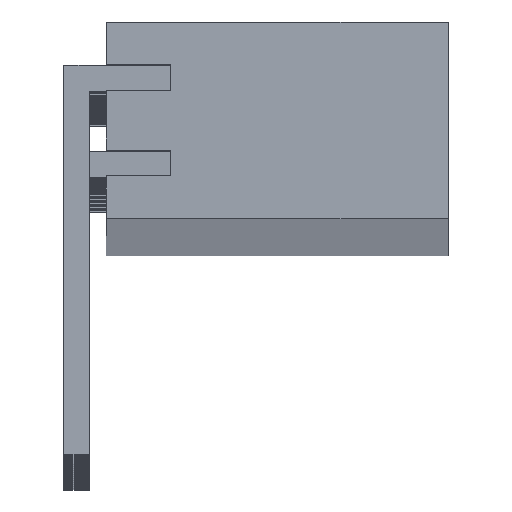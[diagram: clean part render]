
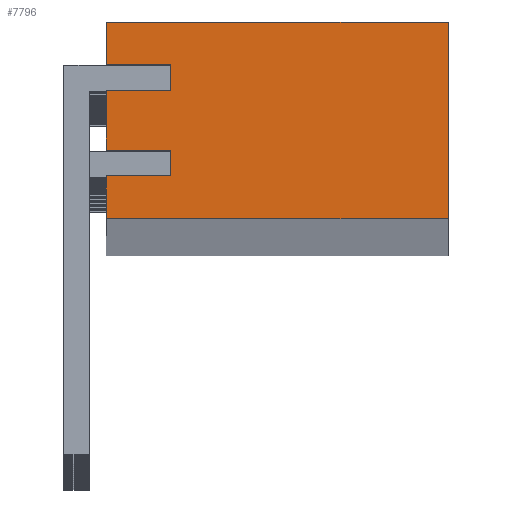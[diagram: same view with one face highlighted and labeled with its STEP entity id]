
A CAD part, top view. The second image highlights one B-rep face of the part: STEP entity #7796.
In plain terms, the highlighted planar face has unit normal (0, 0, 1).
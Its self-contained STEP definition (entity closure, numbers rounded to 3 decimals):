
#154 = VECTOR ( 'NONE', #5977, 1000. ) ;
#285 = EDGE_CURVE ( 'NONE', #5610, #8238, #1280, .T. ) ;
#603 = VECTOR ( 'NONE', #15815, 1000. ) ;
#810 = CARTESIAN_POINT ( 'NONE',  ( -8., 1.4, 500. ) ) ;
#1101 = EDGE_CURVE ( 'NONE', #9206, #11402, #6186, .T. ) ;
#1165 = VECTOR ( 'NONE', #11743, 1000. ) ;
#1280 = LINE ( 'NONE', #14211, #1165 ) ;
#1634 = DIRECTION ( 'NONE',  ( -1., 0., 0. ) ) ;
#1645 = ORIENTED_EDGE ( 'NONE', *, *, #15800, .F. ) ;
#2092 = CARTESIAN_POINT ( 'NONE',  ( 8., -4.6, 500. ) ) ;
#2206 = CARTESIAN_POINT ( 'NONE',  ( -8., 4.6, 500. ) ) ;
#2273 = VERTEX_POINT ( 'NONE', #3073 ) ;
#2311 = DIRECTION ( 'NONE',  ( 0., 0., 1. ) ) ;
#2479 = CARTESIAN_POINT ( 'NONE',  ( -8., -1.4, 500. ) ) ;
#3003 = VERTEX_POINT ( 'NONE', #14397 ) ;
#3073 = CARTESIAN_POINT ( 'NONE',  ( -8., -2.6, 500. ) ) ;
#3242 = DIRECTION ( 'NONE',  ( 1., 0., 0. ) ) ;
#3273 = CARTESIAN_POINT ( 'NONE',  ( -5., 1.4, 500. ) ) ;
#3592 = LINE ( 'NONE', #810, #154 ) ;
#3642 = CARTESIAN_POINT ( 'NONE',  ( -8., 4.6, 500. ) ) ;
#3739 = CARTESIAN_POINT ( 'NONE',  ( -8., 4.6, 500. ) ) ;
#4114 = ORIENTED_EDGE ( 'NONE', *, *, #13484, .T. ) ;
#4121 = ORIENTED_EDGE ( 'NONE', *, *, #1101, .T. ) ;
#4276 = ORIENTED_EDGE ( 'NONE', *, *, #10861, .T. ) ;
#4679 = EDGE_CURVE ( 'NONE', #11402, #15397, #13766, .T. ) ;
#5053 = VERTEX_POINT ( 'NONE', #13559 ) ;
#5058 = DIRECTION ( 'NONE',  ( 0., -1., 0. ) ) ;
#5078 = LINE ( 'NONE', #3739, #10996 ) ;
#5177 = VECTOR ( 'NONE', #15170, 1000. ) ;
#5608 = CARTESIAN_POINT ( 'NONE',  ( -8., 1.4, 500. ) ) ;
#5610 = VERTEX_POINT ( 'NONE', #2206 ) ;
#5897 = EDGE_CURVE ( 'NONE', #14939, #3003, #3592, .T. ) ;
#5977 = DIRECTION ( 'NONE',  ( 1., 0., 0. ) ) ;
#6118 = EDGE_LOOP ( 'NONE', ( #14057, #8597, #9950, #4276, #1645, #7542, #10235, #11340, #4121, #15810, #4114, #14177 ) ) ;
#6186 = LINE ( 'NONE', #15783, #6574 ) ;
#6242 = VERTEX_POINT ( 'NONE', #14230 ) ;
#6451 = EDGE_CURVE ( 'NONE', #15866, #8238, #14252, .T. ) ;
#6574 = VECTOR ( 'NONE', #3242, 1000. ) ;
#6759 = VERTEX_POINT ( 'NONE', #9910 ) ;
#6961 = CARTESIAN_POINT ( 'NONE',  ( -8., 2.6, 500. ) ) ;
#7542 = ORIENTED_EDGE ( 'NONE', *, *, #11653, .F. ) ;
#7598 = VECTOR ( 'NONE', #13865, 1000. ) ;
#7796 = ADVANCED_FACE ( 'NONE', ( #12055 ), #8705, .T. ) ;
#7856 = LINE ( 'NONE', #15286, #10798 ) ;
#7872 = DIRECTION ( 'NONE',  ( 0., 1., 0. ) ) ;
#7929 = CARTESIAN_POINT ( 'NONE',  ( 8., 4.6, 500. ) ) ;
#8071 = CARTESIAN_POINT ( 'NONE',  ( -8., -2.6, 500. ) ) ;
#8238 = VERTEX_POINT ( 'NONE', #6961 ) ;
#8457 = LINE ( 'NONE', #3273, #14706 ) ;
#8597 = ORIENTED_EDGE ( 'NONE', *, *, #11831, .F. ) ;
#8676 = AXIS2_PLACEMENT_3D ( 'NONE', #9979, #2311, #11214 ) ;
#8705 = PLANE ( 'NONE',  #8676 ) ;
#9206 = VERTEX_POINT ( 'NONE', #14250 ) ;
#9344 = DIRECTION ( 'NONE',  ( 1., 0., 0. ) ) ;
#9910 = CARTESIAN_POINT ( 'NONE',  ( -5., -2.6, 500. ) ) ;
#9950 = ORIENTED_EDGE ( 'NONE', *, *, #5897, .F. ) ;
#9979 = CARTESIAN_POINT ( 'NONE',  ( 0., 0., 500. ) ) ;
#10011 = EDGE_CURVE ( 'NONE', #2273, #6759, #16248, .T. ) ;
#10235 = ORIENTED_EDGE ( 'NONE', *, *, #10011, .F. ) ;
#10569 = CARTESIAN_POINT ( 'NONE',  ( -8., 2.6, 500. ) ) ;
#10798 = VECTOR ( 'NONE', #7872, 1000. ) ;
#10861 = EDGE_CURVE ( 'NONE', #14939, #5053, #5078, .T. ) ;
#10900 = VECTOR ( 'NONE', #1634, 1000. ) ;
#10996 = VECTOR ( 'NONE', #5058, 1000. ) ;
#11214 = DIRECTION ( 'NONE',  ( 1., 0., 0. ) ) ;
#11246 = DIRECTION ( 'NONE',  ( 0., -1., 0. ) ) ;
#11340 = ORIENTED_EDGE ( 'NONE', *, *, #12631, .T. ) ;
#11402 = VERTEX_POINT ( 'NONE', #2092 ) ;
#11653 = EDGE_CURVE ( 'NONE', #6759, #6242, #7856, .T. ) ;
#11743 = DIRECTION ( 'NONE',  ( 0., -1., 0. ) ) ;
#11751 = LINE ( 'NONE', #3642, #14674 ) ;
#11814 = CARTESIAN_POINT ( 'NONE',  ( -5., 2.6, 500. ) ) ;
#11831 = EDGE_CURVE ( 'NONE', #3003, #15866, #8457, .T. ) ;
#12055 = FACE_OUTER_BOUND ( 'NONE', #6118, .T. ) ;
#12631 = EDGE_CURVE ( 'NONE', #2273, #9206, #11751, .T. ) ;
#13413 = DIRECTION ( 'NONE',  ( 0., 1., 0. ) ) ;
#13484 = EDGE_CURVE ( 'NONE', #15397, #5610, #13913, .T. ) ;
#13559 = CARTESIAN_POINT ( 'NONE',  ( -8., -1.4, 500. ) ) ;
#13766 = LINE ( 'NONE', #14666, #603 ) ;
#13865 = DIRECTION ( 'NONE',  ( -1., 0., 0. ) ) ;
#13913 = LINE ( 'NONE', #16220, #7598 ) ;
#14057 = ORIENTED_EDGE ( 'NONE', *, *, #6451, .F. ) ;
#14177 = ORIENTED_EDGE ( 'NONE', *, *, #285, .T. ) ;
#14211 = CARTESIAN_POINT ( 'NONE',  ( -8., 4.6, 500. ) ) ;
#14230 = CARTESIAN_POINT ( 'NONE',  ( -5., -1.4, 500. ) ) ;
#14250 = CARTESIAN_POINT ( 'NONE',  ( -8., -4.6, 500. ) ) ;
#14252 = LINE ( 'NONE', #10569, #10900 ) ;
#14397 = CARTESIAN_POINT ( 'NONE',  ( -5., 1.4, 500. ) ) ;
#14666 = CARTESIAN_POINT ( 'NONE',  ( 8., 4.6, 500. ) ) ;
#14674 = VECTOR ( 'NONE', #11246, 1000. ) ;
#14706 = VECTOR ( 'NONE', #13413, 1000. ) ;
#14939 = VERTEX_POINT ( 'NONE', #5608 ) ;
#15170 = DIRECTION ( 'NONE',  ( -1., 0., 0. ) ) ;
#15286 = CARTESIAN_POINT ( 'NONE',  ( -5., -2.6, 500. ) ) ;
#15397 = VERTEX_POINT ( 'NONE', #7929 ) ;
#15559 = LINE ( 'NONE', #2479, #5177 ) ;
#15783 = CARTESIAN_POINT ( 'NONE',  ( -8., -4.6, 500. ) ) ;
#15800 = EDGE_CURVE ( 'NONE', #6242, #5053, #15559, .T. ) ;
#15810 = ORIENTED_EDGE ( 'NONE', *, *, #4679, .T. ) ;
#15815 = DIRECTION ( 'NONE',  ( 0., 1., 0. ) ) ;
#15858 = VECTOR ( 'NONE', #9344, 1000. ) ;
#15866 = VERTEX_POINT ( 'NONE', #11814 ) ;
#16220 = CARTESIAN_POINT ( 'NONE',  ( -8., 4.6, 500. ) ) ;
#16248 = LINE ( 'NONE', #8071, #15858 ) ;
